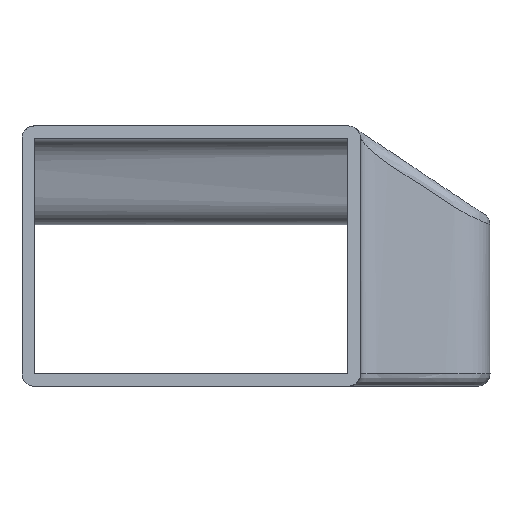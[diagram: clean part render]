
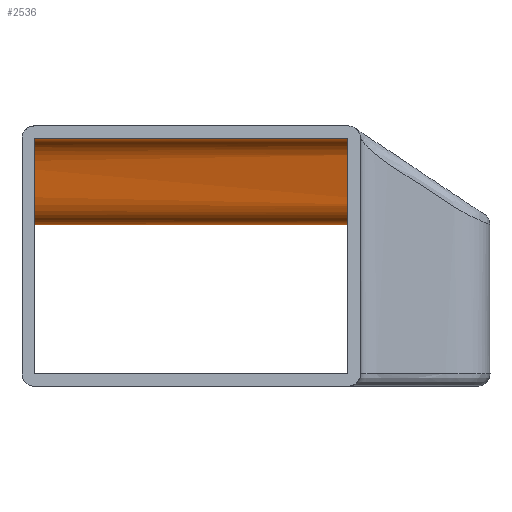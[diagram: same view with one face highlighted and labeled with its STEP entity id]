
A CAD part, left-side view. The second image highlights one B-rep face of the part: STEP entity #2536.
In plain terms, the highlighted free-form (B-spline) face has degree [1, 5] with [2, 6] control points.
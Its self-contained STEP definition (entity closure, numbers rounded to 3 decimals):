
#2341 = PLANE('',#2342);
#2342 = AXIS2_PLACEMENT_3D('',#2343,#2344,#2345);
#2343 = CARTESIAN_POINT('',(0.,28.25,9.5));
#2344 = DIRECTION('',(1.,0.,0.));
#2345 = DIRECTION('',(0.,0.,1.));
#2371 = ( BOUNDED_SURFACE() B_SPLINE_SURFACE(1,5,(
    (#2372,#2373,#2374,#2375,#2376,#2377)
    ,(#2378,#2379,#2380,#2381,#2382,#2383
)),.UNSPECIFIED.,.F.,.F.,.F.) B_SPLINE_SURFACE_WITH_KNOTS((2,2),(6,6),(
    1.,2.),(0.,1.),.PIECEWISE_BEZIER_KNOTS.) 
GEOMETRIC_REPRESENTATION_ITEM() RATIONAL_B_SPLINE_SURFACE((
    (1.,1.,1.,1.,1.,1.)
,(1.,1.,1.,1.,1.,1.))) REPRESENTATION_ITEM('') SURFACE() );
#2372 = CARTESIAN_POINT('',(0.,56.5,0.));
#2373 = CARTESIAN_POINT('',(-4.241,56.5,0.)
  );
#2374 = CARTESIAN_POINT('',(-12.121,56.5,0.));
#2375 = CARTESIAN_POINT('',(-2.579,56.5,0.));
#2376 = CARTESIAN_POINT('',(-10.459,56.5,0.));
#2377 = CARTESIAN_POINT('',(-14.7,56.5,0.));
#2378 = CARTESIAN_POINT('',(0.,56.5,19.));
#2379 = CARTESIAN_POINT('',(-4.241,56.5,19.467));
#2380 = CARTESIAN_POINT('',(-12.121,56.5,
    15.082));
#2381 = CARTESIAN_POINT('',(-2.579,56.5,
    33.918));
#2382 = CARTESIAN_POINT('',(-10.459,56.5,29.533));
#2383 = CARTESIAN_POINT('',(-14.7,56.5,30.));
#2406 = PLANE('',#2407);
#2407 = AXIS2_PLACEMENT_3D('',#2408,#2409,#2410);
#2408 = CARTESIAN_POINT('',(-14.7,36.5,15.));
#2409 = DIRECTION('',(1.,0.,0.));
#2410 = DIRECTION('',(0.,0.,1.));
#2434 = ( BOUNDED_SURFACE() B_SPLINE_SURFACE(1,5,(
    (#2435,#2436,#2437,#2438,#2439,#2440)
    ,(#2441,#2442,#2443,#2444,#2445,#2446
)),.UNSPECIFIED.,.F.,.F.,.F.) B_SPLINE_SURFACE_WITH_KNOTS((2,2),(6,6),(
    3.,4.),(0.,1.),.PIECEWISE_BEZIER_KNOTS.) 
GEOMETRIC_REPRESENTATION_ITEM() RATIONAL_B_SPLINE_SURFACE((
    (1.,1.,1.,1.,1.,1.)
,(1.,1.,1.,1.,1.,1.))) REPRESENTATION_ITEM('') SURFACE() );
#2435 = CARTESIAN_POINT('',(0.,0.,19.));
#2436 = CARTESIAN_POINT('',(-4.241,0.7,
    19.467));
#2437 = CARTESIAN_POINT('',(-12.121,-5.877,
    15.082));
#2438 = CARTESIAN_POINT('',(-2.579,22.377,
    33.918));
#2439 = CARTESIAN_POINT('',(-10.459,15.8,
    29.533));
#2440 = CARTESIAN_POINT('',(-14.7,16.5,30.));
#2441 = CARTESIAN_POINT('',(0.,0.,0.));
#2442 = CARTESIAN_POINT('',(-4.241,0.7,0.));
#2443 = CARTESIAN_POINT('',(-12.121,-5.877,0.));
#2444 = CARTESIAN_POINT('',(-2.579,22.377,0.)
  );
#2445 = CARTESIAN_POINT('',(-10.459,15.8,0.));
#2446 = CARTESIAN_POINT('',(-14.7,16.5,0.));
#2458 = VERTEX_POINT('',#2459);
#2459 = CARTESIAN_POINT('',(0.,56.5,19.));
#2478 = EDGE_CURVE('',#2458,#2479,#2481,.T.);
#2479 = VERTEX_POINT('',#2480);
#2480 = CARTESIAN_POINT('',(-14.7,56.5,30.));
#2481 = SURFACE_CURVE('',#2482,(#2489,#2496),.PCURVE_S1.);
#2482 = ( BOUNDED_CURVE() B_SPLINE_CURVE(5,(#2483,#2484,#2485,#2486,
#2487,#2488),.UNSPECIFIED.,.F.,.F.) B_SPLINE_CURVE_WITH_KNOTS((6,6),(0.,
1.),.PIECEWISE_BEZIER_KNOTS.) CURVE() GEOMETRIC_REPRESENTATION_ITEM() 
RATIONAL_B_SPLINE_CURVE((1.,1.,1.,1.,1.,1.)) REPRESENTATION_ITEM('') );
#2483 = CARTESIAN_POINT('',(0.,56.5,19.));
#2484 = CARTESIAN_POINT('',(-4.241,56.5,19.467));
#2485 = CARTESIAN_POINT('',(-12.121,56.5,
    15.082));
#2486 = CARTESIAN_POINT('',(-2.579,56.5,
    33.918));
#2487 = CARTESIAN_POINT('',(-10.459,56.5,29.533));
#2488 = CARTESIAN_POINT('',(-14.7,56.5,30.));
#2489 = PCURVE('',#2371,#2490);
#2490 = DEFINITIONAL_REPRESENTATION('',(#2491),#2495);
#2491 = LINE('',#2492,#2493);
#2492 = CARTESIAN_POINT('',(2.,0.));
#2493 = VECTOR('',#2494,1.);
#2494 = DIRECTION('',(0.,1.));
#2495 = ( GEOMETRIC_REPRESENTATION_CONTEXT(2) 
PARAMETRIC_REPRESENTATION_CONTEXT() REPRESENTATION_CONTEXT('2D SPACE',''
  ) );
#2496 = PCURVE('',#2497,#2510);
#2497 = ( BOUNDED_SURFACE() B_SPLINE_SURFACE(1,5,(
    (#2498,#2499,#2500,#2501,#2502,#2503)
    ,(#2504,#2505,#2506,#2507,#2508,#2509
)),.UNSPECIFIED.,.F.,.F.,.F.) B_SPLINE_SURFACE_WITH_KNOTS((2,2),(6,6),(
    2.,3.),(0.,1.),.PIECEWISE_BEZIER_KNOTS.) 
GEOMETRIC_REPRESENTATION_ITEM() RATIONAL_B_SPLINE_SURFACE((
    (1.,1.,1.,1.,1.,1.)
,(1.,1.,1.,1.,1.,1.))) REPRESENTATION_ITEM('') SURFACE() );
#2498 = CARTESIAN_POINT('',(0.,56.5,19.));
#2499 = CARTESIAN_POINT('',(-4.241,56.5,19.467));
#2500 = CARTESIAN_POINT('',(-12.121,56.5,
    15.082));
#2501 = CARTESIAN_POINT('',(-2.579,56.5,
    33.918));
#2502 = CARTESIAN_POINT('',(-10.459,56.5,29.533));
#2503 = CARTESIAN_POINT('',(-14.7,56.5,30.));
#2504 = CARTESIAN_POINT('',(0.,0.,19.));
#2505 = CARTESIAN_POINT('',(-4.241,0.7,
    19.467));
#2506 = CARTESIAN_POINT('',(-12.121,-5.877,
    15.082));
#2507 = CARTESIAN_POINT('',(-2.579,22.377,
    33.918));
#2508 = CARTESIAN_POINT('',(-10.459,15.8,
    29.533));
#2509 = CARTESIAN_POINT('',(-14.7,16.5,30.));
#2510 = DEFINITIONAL_REPRESENTATION('',(#2511),#2515);
#2511 = LINE('',#2512,#2513);
#2512 = CARTESIAN_POINT('',(2.,0.));
#2513 = VECTOR('',#2514,1.);
#2514 = DIRECTION('',(0.,1.));
#2515 = ( GEOMETRIC_REPRESENTATION_CONTEXT(2) 
PARAMETRIC_REPRESENTATION_CONTEXT() REPRESENTATION_CONTEXT('2D SPACE',''
  ) );
#2536 = ADVANCED_FACE('',(#2537),#2497,.T.);
#2537 = FACE_BOUND('',#2538,.T.);
#2538 = EDGE_LOOP('',(#2539,#2560,#2586,#2605));
#2539 = ORIENTED_EDGE('',*,*,#2540,.T.);
#2540 = EDGE_CURVE('',#2458,#2541,#2543,.T.);
#2541 = VERTEX_POINT('',#2542);
#2542 = CARTESIAN_POINT('',(0.,0.,19.));
#2543 = SURFACE_CURVE('',#2544,(#2547,#2554),.PCURVE_S1.);
#2544 = B_SPLINE_CURVE_WITH_KNOTS('',1,(#2545,#2546),.UNSPECIFIED.,.F.,
  .F.,(2,2),(2.,3.),.PIECEWISE_BEZIER_KNOTS.);
#2545 = CARTESIAN_POINT('',(0.,56.5,19.));
#2546 = CARTESIAN_POINT('',(0.,0.,19.));
#2547 = PCURVE('',#2497,#2548);
#2548 = DEFINITIONAL_REPRESENTATION('',(#2549),#2553);
#2549 = LINE('',#2550,#2551);
#2550 = CARTESIAN_POINT('',(0.,0.));
#2551 = VECTOR('',#2552,1.);
#2552 = DIRECTION('',(1.,0.));
#2553 = ( GEOMETRIC_REPRESENTATION_CONTEXT(2) 
PARAMETRIC_REPRESENTATION_CONTEXT() REPRESENTATION_CONTEXT('2D SPACE',''
  ) );
#2554 = PCURVE('',#2341,#2555);
#2555 = DEFINITIONAL_REPRESENTATION('',(#2556),#2559);
#2556 = B_SPLINE_CURVE_WITH_KNOTS('',1,(#2557,#2558),.UNSPECIFIED.,.F.,
  .F.,(2,2),(2.,3.),.PIECEWISE_BEZIER_KNOTS.);
#2557 = CARTESIAN_POINT('',(9.5,-28.25));
#2558 = CARTESIAN_POINT('',(9.5,28.25));
#2559 = ( GEOMETRIC_REPRESENTATION_CONTEXT(2) 
PARAMETRIC_REPRESENTATION_CONTEXT() REPRESENTATION_CONTEXT('2D SPACE',''
  ) );
#2560 = ORIENTED_EDGE('',*,*,#2561,.T.);
#2561 = EDGE_CURVE('',#2541,#2562,#2564,.T.);
#2562 = VERTEX_POINT('',#2563);
#2563 = CARTESIAN_POINT('',(-14.7,16.5,30.));
#2564 = SURFACE_CURVE('',#2565,(#2572,#2579),.PCURVE_S1.);
#2565 = ( BOUNDED_CURVE() B_SPLINE_CURVE(5,(#2566,#2567,#2568,#2569,
#2570,#2571),.UNSPECIFIED.,.F.,.F.) B_SPLINE_CURVE_WITH_KNOTS((6,6),(0.,
1.),.PIECEWISE_BEZIER_KNOTS.) CURVE() GEOMETRIC_REPRESENTATION_ITEM() 
RATIONAL_B_SPLINE_CURVE((1.,1.,1.,1.,1.,1.)) REPRESENTATION_ITEM('') );
#2566 = CARTESIAN_POINT('',(0.,0.,19.));
#2567 = CARTESIAN_POINT('',(-4.241,0.7,
    19.467));
#2568 = CARTESIAN_POINT('',(-12.121,-5.877,
    15.082));
#2569 = CARTESIAN_POINT('',(-2.579,22.377,
    33.918));
#2570 = CARTESIAN_POINT('',(-10.459,15.8,
    29.533));
#2571 = CARTESIAN_POINT('',(-14.7,16.5,30.));
#2572 = PCURVE('',#2497,#2573);
#2573 = DEFINITIONAL_REPRESENTATION('',(#2574),#2578);
#2574 = LINE('',#2575,#2576);
#2575 = CARTESIAN_POINT('',(3.,0.));
#2576 = VECTOR('',#2577,1.);
#2577 = DIRECTION('',(0.,1.));
#2578 = ( GEOMETRIC_REPRESENTATION_CONTEXT(2) 
PARAMETRIC_REPRESENTATION_CONTEXT() REPRESENTATION_CONTEXT('2D SPACE',''
  ) );
#2579 = PCURVE('',#2434,#2580);
#2580 = DEFINITIONAL_REPRESENTATION('',(#2581),#2585);
#2581 = LINE('',#2582,#2583);
#2582 = CARTESIAN_POINT('',(3.,0.));
#2583 = VECTOR('',#2584,1.);
#2584 = DIRECTION('',(0.,1.));
#2585 = ( GEOMETRIC_REPRESENTATION_CONTEXT(2) 
PARAMETRIC_REPRESENTATION_CONTEXT() REPRESENTATION_CONTEXT('2D SPACE',''
  ) );
#2586 = ORIENTED_EDGE('',*,*,#2587,.F.);
#2587 = EDGE_CURVE('',#2479,#2562,#2588,.T.);
#2588 = SURFACE_CURVE('',#2589,(#2592,#2599),.PCURVE_S1.);
#2589 = B_SPLINE_CURVE_WITH_KNOTS('',1,(#2590,#2591),.UNSPECIFIED.,.F.,
  .F.,(2,2),(2.,3.),.PIECEWISE_BEZIER_KNOTS.);
#2590 = CARTESIAN_POINT('',(-14.7,56.5,30.));
#2591 = CARTESIAN_POINT('',(-14.7,16.5,30.));
#2592 = PCURVE('',#2497,#2593);
#2593 = DEFINITIONAL_REPRESENTATION('',(#2594),#2598);
#2594 = LINE('',#2595,#2596);
#2595 = CARTESIAN_POINT('',(0.,1.));
#2596 = VECTOR('',#2597,1.);
#2597 = DIRECTION('',(1.,0.));
#2598 = ( GEOMETRIC_REPRESENTATION_CONTEXT(2) 
PARAMETRIC_REPRESENTATION_CONTEXT() REPRESENTATION_CONTEXT('2D SPACE',''
  ) );
#2599 = PCURVE('',#2406,#2600);
#2600 = DEFINITIONAL_REPRESENTATION('',(#2601),#2604);
#2601 = B_SPLINE_CURVE_WITH_KNOTS('',1,(#2602,#2603),.UNSPECIFIED.,.F.,
  .F.,(2,2),(2.,3.),.PIECEWISE_BEZIER_KNOTS.);
#2602 = CARTESIAN_POINT('',(15.,-20.));
#2603 = CARTESIAN_POINT('',(15.,20.));
#2604 = ( GEOMETRIC_REPRESENTATION_CONTEXT(2) 
PARAMETRIC_REPRESENTATION_CONTEXT() REPRESENTATION_CONTEXT('2D SPACE',''
  ) );
#2605 = ORIENTED_EDGE('',*,*,#2478,.F.);
